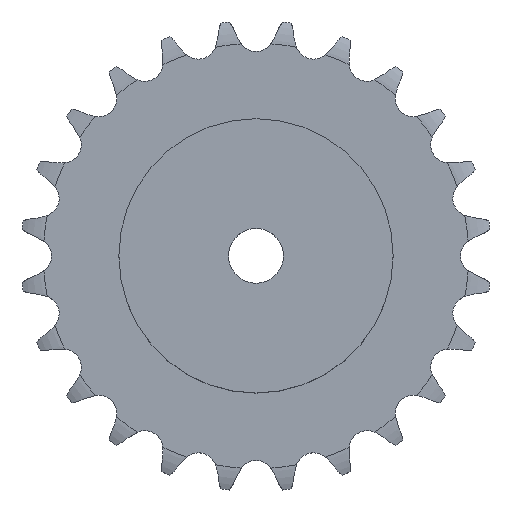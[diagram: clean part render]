
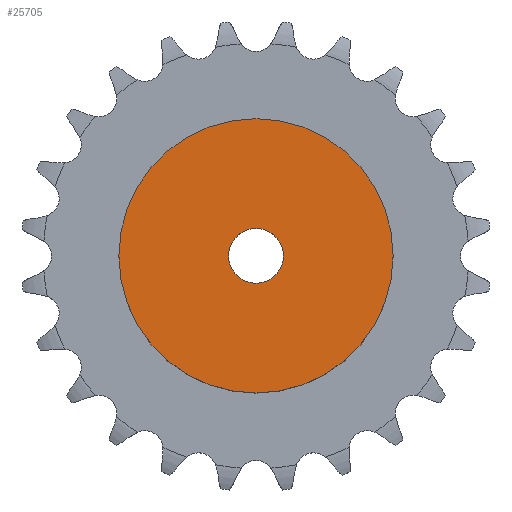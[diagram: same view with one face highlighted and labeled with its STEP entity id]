
A CAD part, top view. The second image highlights one B-rep face of the part: STEP entity #25705.
In plain terms, the highlighted planar face has unit normal (0, 0, 1).
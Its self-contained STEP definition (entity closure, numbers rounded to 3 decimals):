
#4601 = CYLINDRICAL_SURFACE('',#4602,30.);
#4602 = AXIS2_PLACEMENT_3D('',#4603,#4604,#4605);
#4603 = CARTESIAN_POINT('',(0.,0.,0.));
#4604 = DIRECTION('',(-0.,-0.,-1.));
#4605 = DIRECTION('',(1.,0.,0.));
#19322 = VERTEX_POINT('',#19323);
#19323 = CARTESIAN_POINT('',(30.,0.,20.));
#19344 = EDGE_CURVE('',#19322,#19322,#19345,.T.);
#19345 = SURFACE_CURVE('',#19346,(#19351,#19358),.PCURVE_S1.);
#19346 = CIRCLE('',#19347,30.);
#19347 = AXIS2_PLACEMENT_3D('',#19348,#19349,#19350);
#19348 = CARTESIAN_POINT('',(0.,0.,20.));
#19349 = DIRECTION('',(0.,0.,1.));
#19350 = DIRECTION('',(1.,0.,0.));
#19351 = PCURVE('',#4601,#19352);
#19352 = DEFINITIONAL_REPRESENTATION('',(#19353),#19357);
#19353 = LINE('',#19354,#19355);
#19354 = CARTESIAN_POINT('',(-0.,-20.));
#19355 = VECTOR('',#19356,1.);
#19356 = DIRECTION('',(-1.,0.));
#19357 = ( GEOMETRIC_REPRESENTATION_CONTEXT(2) 
PARAMETRIC_REPRESENTATION_CONTEXT() REPRESENTATION_CONTEXT('2D SPACE',''
  ) );
#19358 = PCURVE('',#19359,#19364);
#19359 = PLANE('',#19360);
#19360 = AXIS2_PLACEMENT_3D('',#19361,#19362,#19363);
#19361 = CARTESIAN_POINT('',(0.,0.,20.)
  );
#19362 = DIRECTION('',(0.,0.,1.));
#19363 = DIRECTION('',(1.,0.,0.));
#19364 = DEFINITIONAL_REPRESENTATION('',(#19365),#19369);
#19365 = CIRCLE('',#19366,30.);
#19366 = AXIS2_PLACEMENT_2D('',#19367,#19368);
#19367 = CARTESIAN_POINT('',(0.,0.));
#19368 = DIRECTION('',(1.,0.));
#19369 = ( GEOMETRIC_REPRESENTATION_CONTEXT(2) 
PARAMETRIC_REPRESENTATION_CONTEXT() REPRESENTATION_CONTEXT('2D SPACE',''
  ) );
#23049 = CYLINDRICAL_SURFACE('',#23050,6.);
#23050 = AXIS2_PLACEMENT_3D('',#23051,#23052,#23053);
#23051 = CARTESIAN_POINT('',(0.,0.,160.508));
#23052 = DIRECTION('',(0.,0.,1.));
#23053 = DIRECTION('',(1.,0.,0.));
#25705 = ADVANCED_FACE('',(#25706,#25709),#19359,.T.);
#25706 = FACE_BOUND('',#25707,.T.);
#25707 = EDGE_LOOP('',(#25708));
#25708 = ORIENTED_EDGE('',*,*,#19344,.T.);
#25709 = FACE_BOUND('',#25710,.T.);
#25710 = EDGE_LOOP('',(#25711));
#25711 = ORIENTED_EDGE('',*,*,#25712,.F.);
#25712 = EDGE_CURVE('',#25713,#25713,#25715,.T.);
#25713 = VERTEX_POINT('',#25714);
#25714 = CARTESIAN_POINT('',(6.,0.,20.));
#25715 = SURFACE_CURVE('',#25716,(#25721,#25728),.PCURVE_S1.);
#25716 = CIRCLE('',#25717,6.);
#25717 = AXIS2_PLACEMENT_3D('',#25718,#25719,#25720);
#25718 = CARTESIAN_POINT('',(0.,0.,20.));
#25719 = DIRECTION('',(0.,0.,1.));
#25720 = DIRECTION('',(1.,0.,0.));
#25721 = PCURVE('',#19359,#25722);
#25722 = DEFINITIONAL_REPRESENTATION('',(#25723),#25727);
#25723 = CIRCLE('',#25724,6.);
#25724 = AXIS2_PLACEMENT_2D('',#25725,#25726);
#25725 = CARTESIAN_POINT('',(0.,0.));
#25726 = DIRECTION('',(1.,0.));
#25727 = ( GEOMETRIC_REPRESENTATION_CONTEXT(2) 
PARAMETRIC_REPRESENTATION_CONTEXT() REPRESENTATION_CONTEXT('2D SPACE',''
  ) );
#25728 = PCURVE('',#23049,#25729);
#25729 = DEFINITIONAL_REPRESENTATION('',(#25730),#25734);
#25730 = LINE('',#25731,#25732);
#25731 = CARTESIAN_POINT('',(0.,-140.508));
#25732 = VECTOR('',#25733,1.);
#25733 = DIRECTION('',(1.,0.));
#25734 = ( GEOMETRIC_REPRESENTATION_CONTEXT(2) 
PARAMETRIC_REPRESENTATION_CONTEXT() REPRESENTATION_CONTEXT('2D SPACE',''
  ) );
